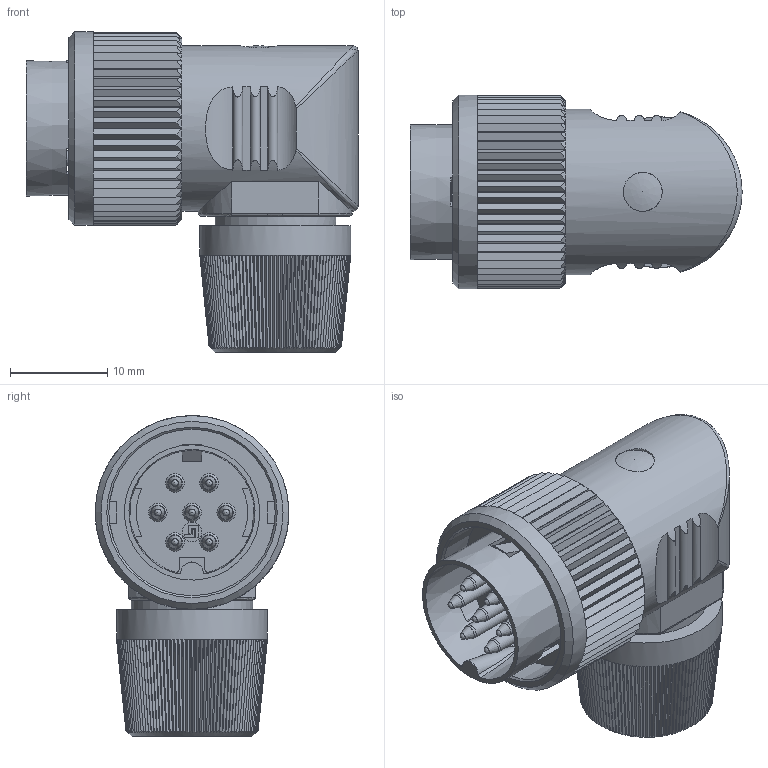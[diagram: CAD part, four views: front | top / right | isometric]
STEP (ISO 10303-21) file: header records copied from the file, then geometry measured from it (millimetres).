
FILE_DESCRIPTION(/* description */ (''),/* implementation_level */ '2;1');
FILE_NAME(/* name */ '99-0621-70-07_001_00.stp',/* time_stamp */ '2014-09-01T15:14:13+02:00',/* author */ (''),/* organization */ (''),/* preprocessor_version */ 'ST-DEVELOPER v14',/* originating_system */ 'SIEMENS PLM Software NX 8.0',/* authorisation */ '');
FILE_SCHEMA (('AUTOMOTIVE_DESIGN { 1 0 10303 214 3 1 1 1 }'));
Length unit declared in the file: millimetre
Products named in the file (1): sach120075BC7kce
Bounding box: 34.1 x 19.9 x 32.95 mm (x, y, z)
Volume: 9075.1 mm3; surface area: 4530.6 mm2
Topology: 1 solids, 1 shells, 888 faces, 2338 edges, 1468 vertices
Faces by surface type: plane 602, cone 212, cylinder 43, bspline 25, torus 5, sphere 1
Full cylindrical faces by diameter (mm): 1.49 x7, 2 x1, 4 x1, 6 x1, 12.5 x1, 15.5 x1, 17 x1, 17.1 x2, 19.9 x1
Entity records: 28341 total; most frequent: CARTESIAN_POINT 7845, ORIENTED_EDGE 4534, DIRECTION 3808, EDGE_CURVE 2267, VERTEX_POINT 1451, AXIS2_PLACEMENT_3D 1354, LINE 1100, VECTOR 1100
